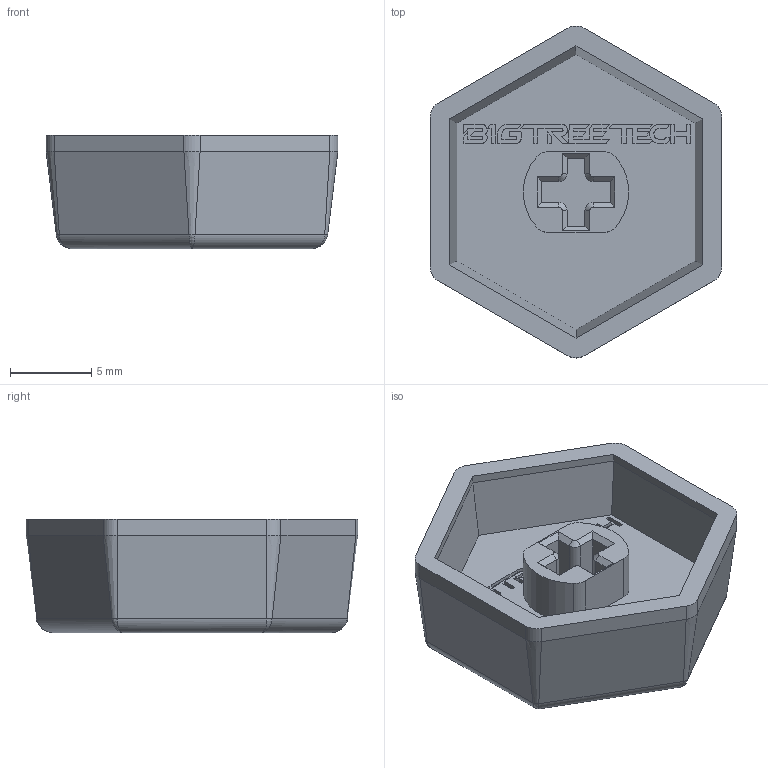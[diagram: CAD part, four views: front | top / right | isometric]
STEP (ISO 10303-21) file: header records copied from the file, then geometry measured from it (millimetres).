
FILE_DESCRIPTION (( 'STEP AP214' ), '1' );
FILE_NAME ('偌瑩.STEP', '2024-04-22T11:47:29', ( 'Windows User' ), ( 'P R C' ), 'SwSTEP 2.0', 'SolidWorks 2023', '' );
FILE_SCHEMA (( 'AUTOMOTIVE_DESIGN' ));
Length unit declared in the file: millimetre
Products named in the file (1): 按键
Bounding box: 18 x 20.48 x 7 mm (x, y, z)
Volume: 1022.2 mm3; surface area: 1830.1 mm2
Topology: 3 solids, 3 shells, 356 faces, 983 edges, 636 vertices
Faces by surface type: plane 257, bspline 66, cylinder 23, cone 10
Entity records: 14801 total; most frequent: CARTESIAN_POINT 6165, ORIENTED_EDGE 1954, DIRECTION 1459, EDGE_CURVE 977, VECTOR 801, LINE 801, VERTEX_POINT 636, EDGE_LOOP 369
